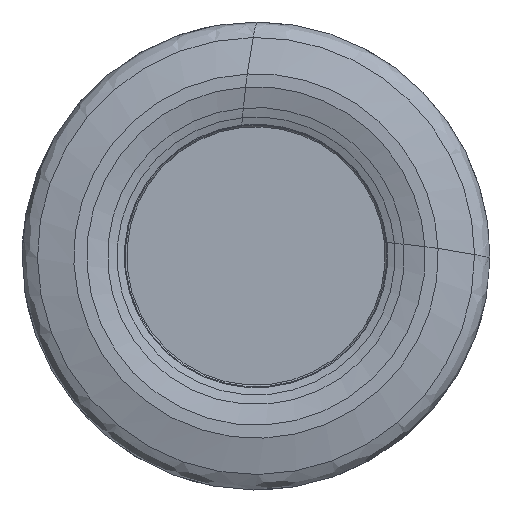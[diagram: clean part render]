
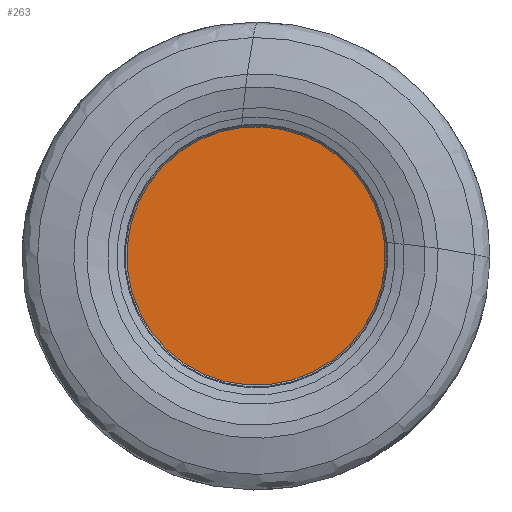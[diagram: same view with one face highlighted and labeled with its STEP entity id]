
A CAD part, left-side view. The second image highlights one B-rep face of the part: STEP entity #263.
In plain terms, the highlighted planar face has unit normal (-1, 0, 0).
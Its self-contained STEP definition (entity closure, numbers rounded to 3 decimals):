
#176=PLANE('',#972);
#179=FACE_OUTER_BOUND('',#388,.T.);
#263=ADVANCED_FACE('',(#179),#176,.F.);
#388=EDGE_LOOP('',(#480));
#480=ORIENTED_EDGE('',*,*,#777,.T.);
#707=VERTEX_POINT('',#1384);
#777=EDGE_CURVE('',#707,#707,#895,.T.);
#895=CIRCLE('',#971,7.265);
#971=AXIS2_PLACEMENT_3D('',#1383,#1099,#1100);
#972=AXIS2_PLACEMENT_3D('',#1402,#1102,#1103);
#1099=DIRECTION('',(-1.,0.,0.));
#1100=DIRECTION('',(0.,0.,1.));
#1102=DIRECTION('',(1.,0.,0.));
#1103=DIRECTION('',(0.,0.,-1.));
#1383=CARTESIAN_POINT('',(1.,0.,0.));
#1384=CARTESIAN_POINT('',(1.,0.,7.265));
#1402=CARTESIAN_POINT('',(1.,7.265,0.));
